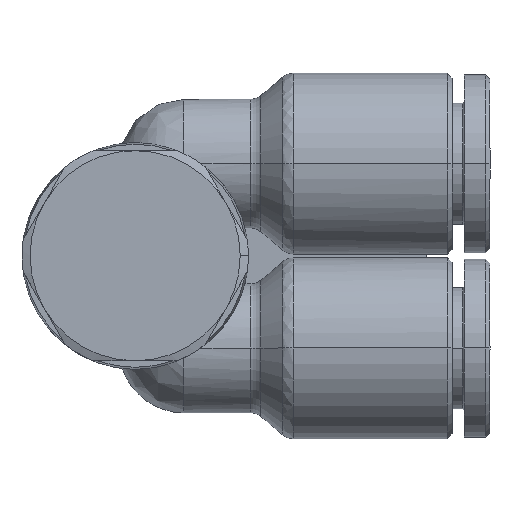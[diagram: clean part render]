
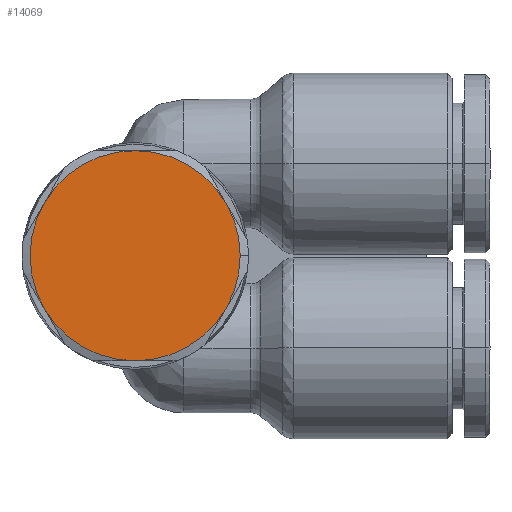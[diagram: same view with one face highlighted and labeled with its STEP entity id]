
A CAD part, top view. The second image highlights one B-rep face of the part: STEP entity #14069.
In plain terms, the highlighted planar face has unit normal (0, 0, 1).
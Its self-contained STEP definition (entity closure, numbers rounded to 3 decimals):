
#107 = AXIS2_PLACEMENT_3D ( 'NONE', #15011, #17962, #529 ) ;
#399 = ORIENTED_EDGE ( 'NONE', *, *, #6232, .F. ) ;
#527 = EDGE_CURVE ( 'NONE', #6283, #1238, #14665, .T. ) ;
#529 = DIRECTION ( 'NONE',  ( -1., 0., 0. ) ) ;
#554 = CARTESIAN_POINT ( 'NONE',  ( -6.629, 8.95, 9.75 ) ) ;
#575 = DIRECTION ( 'NONE',  ( 0., 0., -1. ) ) ;
#1204 = CARTESIAN_POINT ( 'NONE',  ( -1., -0.8, 9.75 ) ) ;
#1238 = VERTEX_POINT ( 'NONE', #554 ) ;
#1460 = DIRECTION ( 'NONE',  ( 0., 0., -1. ) ) ;
#1469 = PLANE ( 'NONE',  #18895 ) ;
#1613 = DIRECTION ( 'NONE',  ( -1., 0., 0. ) ) ;
#1734 = VERTEX_POINT ( 'NONE', #8831 ) ;
#1754 = AXIS2_PLACEMENT_3D ( 'NONE', #3279, #12180, #16430 ) ;
#1767 = EDGE_CURVE ( 'NONE', #1734, #6283, #14162, .T. ) ;
#2048 = DIRECTION ( 'NONE',  ( 0., 0., -1. ) ) ;
#2237 = CARTESIAN_POINT ( 'NONE',  ( -1., 5.7, 9.75 ) ) ;
#2500 = CIRCLE ( 'NONE', #4277, 6.5 ) ;
#3279 = CARTESIAN_POINT ( 'NONE',  ( -1., 5.7, 9.75 ) ) ;
#3486 = DIRECTION ( 'NONE',  ( -1., 0., 0. ) ) ;
#4277 = AXIS2_PLACEMENT_3D ( 'NONE', #9312, #575, #3486 ) ;
#4413 = DIRECTION ( 'NONE',  ( -1., 0., 0. ) ) ;
#4717 = CARTESIAN_POINT ( 'NONE',  ( 4.629, 2.45, 9.75 ) ) ;
#6056 = DIRECTION ( 'NONE',  ( 0., 0., -1. ) ) ;
#6232 = EDGE_CURVE ( 'NONE', #18626, #16297, #12576, .T. ) ;
#6283 = VERTEX_POINT ( 'NONE', #12606 ) ;
#7193 = AXIS2_PLACEMENT_3D ( 'NONE', #16354, #13248, #1613 ) ;
#7574 = AXIS2_PLACEMENT_3D ( 'NONE', #18720, #1460, #17380 ) ;
#8403 = EDGE_CURVE ( 'NONE', #18090, #1734, #16730, .T. ) ;
#8737 = EDGE_LOOP ( 'NONE', ( #9267, #15237, #17502, #399, #13438, #10849, #13245 ) ) ;
#8831 = CARTESIAN_POINT ( 'NONE',  ( -6.629, 2.45, 9.75 ) ) ;
#9267 = ORIENTED_EDGE ( 'NONE', *, *, #8403, .F. ) ;
#9312 = CARTESIAN_POINT ( 'NONE',  ( -1., 5.7, 9.75 ) ) ;
#9524 = DIRECTION ( 'NONE',  ( -1., 0., 0. ) ) ;
#9656 = AXIS2_PLACEMENT_3D ( 'NONE', #2237, #2048, #9524 ) ;
#9777 = EDGE_CURVE ( 'NONE', #16297, #17875, #11463, .T. ) ;
#10098 = FACE_OUTER_BOUND ( 'NONE', #8737, .T. ) ;
#10449 = CARTESIAN_POINT ( 'NONE',  ( -1., 12.2, 9.75 ) ) ;
#10849 = ORIENTED_EDGE ( 'NONE', *, *, #527, .F. ) ;
#11463 = CIRCLE ( 'NONE', #7574, 6.5 ) ;
#11719 = AXIS2_PLACEMENT_3D ( 'NONE', #13332, #6056, #17808 ) ;
#12180 = DIRECTION ( 'NONE',  ( 0., 0., -1. ) ) ;
#12576 = CIRCLE ( 'NONE', #9656, 6.5 ) ;
#12606 = CARTESIAN_POINT ( 'NONE',  ( -7.5, 5.7, 9.75 ) ) ;
#13034 = CIRCLE ( 'NONE', #1754, 6.5 ) ;
#13166 = DIRECTION ( 'NONE',  ( 0., 0., -1. ) ) ;
#13245 = ORIENTED_EDGE ( 'NONE', *, *, #1767, .F. ) ;
#13248 = DIRECTION ( 'NONE',  ( 0., 0., -1. ) ) ;
#13332 = CARTESIAN_POINT ( 'NONE',  ( -1., 5.7, 9.75 ) ) ;
#13438 = ORIENTED_EDGE ( 'NONE', *, *, #15540, .F. ) ;
#14069 = ADVANCED_FACE ( 'NONE', ( #10098 ), #1469, .F. ) ;
#14162 = CIRCLE ( 'NONE', #107, 6.5 ) ;
#14665 = CIRCLE ( 'NONE', #7193, 6.5 ) ;
#14699 = CARTESIAN_POINT ( 'NONE',  ( -1., 5.7, 9.75 ) ) ;
#15011 = CARTESIAN_POINT ( 'NONE',  ( -1., 5.7, 9.75 ) ) ;
#15237 = ORIENTED_EDGE ( 'NONE', *, *, #18315, .F. ) ;
#15540 = EDGE_CURVE ( 'NONE', #1238, #18626, #2500, .T. ) ;
#16297 = VERTEX_POINT ( 'NONE', #17170 ) ;
#16354 = CARTESIAN_POINT ( 'NONE',  ( -1., 5.7, 9.75 ) ) ;
#16430 = DIRECTION ( 'NONE',  ( -1., 0., 0. ) ) ;
#16730 = CIRCLE ( 'NONE', #11719, 6.5 ) ;
#17170 = CARTESIAN_POINT ( 'NONE',  ( 4.629, 8.95, 9.75 ) ) ;
#17380 = DIRECTION ( 'NONE',  ( -1., 0., 0. ) ) ;
#17502 = ORIENTED_EDGE ( 'NONE', *, *, #9777, .F. ) ;
#17808 = DIRECTION ( 'NONE',  ( -1., 0., 0. ) ) ;
#17875 = VERTEX_POINT ( 'NONE', #4717 ) ;
#17962 = DIRECTION ( 'NONE',  ( 0., 0., -1. ) ) ;
#18090 = VERTEX_POINT ( 'NONE', #1204 ) ;
#18315 = EDGE_CURVE ( 'NONE', #17875, #18090, #13034, .T. ) ;
#18626 = VERTEX_POINT ( 'NONE', #10449 ) ;
#18720 = CARTESIAN_POINT ( 'NONE',  ( -1., 5.7, 9.75 ) ) ;
#18895 = AXIS2_PLACEMENT_3D ( 'NONE', #14699, #13166, #4413 ) ;
